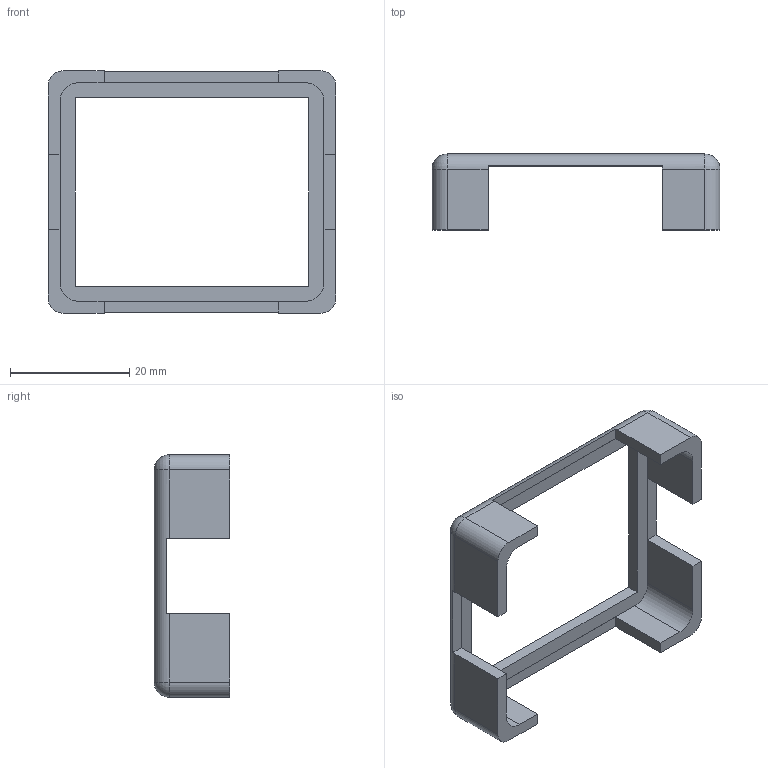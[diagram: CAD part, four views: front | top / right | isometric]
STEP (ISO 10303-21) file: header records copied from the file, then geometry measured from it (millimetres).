
FILE_DESCRIPTION (( 'STEP AP214' ), '1' );
FILE_NAME ('Low_Freq_Diff_Amp_Top.STEP', '2024-01-10T18:26:39', ( '' ), ( '' ), 'SwSTEP 2.0', 'SolidWorks 2022', '' );
FILE_SCHEMA (( 'AUTOMOTIVE_DESIGN' ));
Length unit declared in the file: inch
Products named in the file (1): Low_Freq_Diff_Amp_Top
Bounding box: 48.21 x 12.7 x 40.59 mm (x, y, z)
Volume: 3070.6 mm3; surface area: 3775.4 mm2
Topology: 1 solids, 1 shells, 50 faces, 136 edges, 84 vertices
Faces by surface type: plane 34, cylinder 12, sphere 4
Entity records: 1576 total; most frequent: CARTESIAN_POINT 267, DIRECTION 266, ORIENTED_EDGE 264, EDGE_CURVE 132, VECTOR 100, LINE 100, VERTEX_POINT 84, AXIS2_PLACEMENT_3D 83
